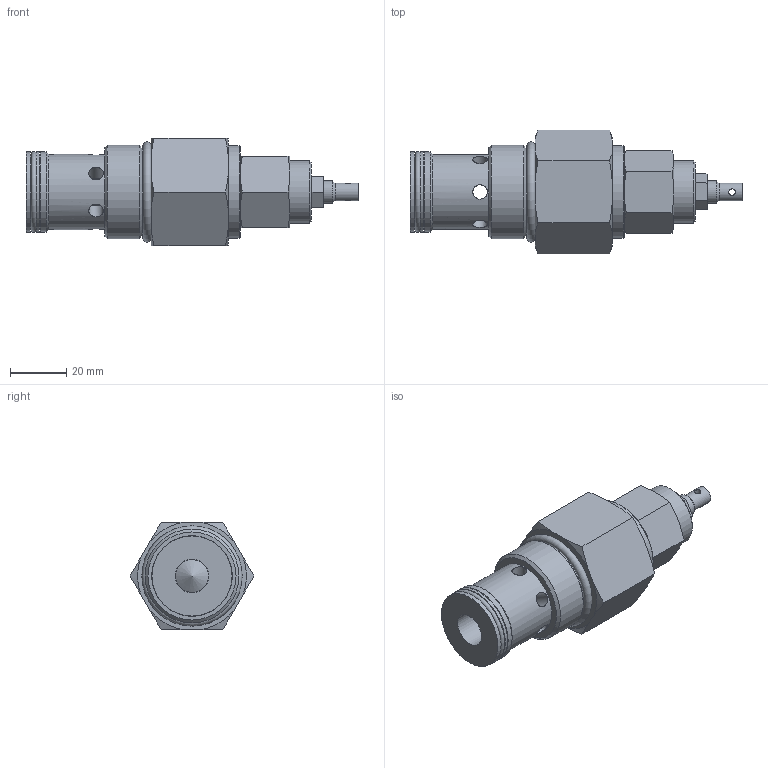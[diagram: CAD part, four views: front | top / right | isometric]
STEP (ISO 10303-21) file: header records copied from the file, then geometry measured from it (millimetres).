
FILE_DESCRIPTION((''),'2;1');
FILE_NAME('2616.stp','2014-01-20T16:21:38',('jml'),(''),'Autodesk Inventor 2010','Autodesk Inventor 2010','');
FILE_SCHEMA(('AUTOMOTIVE_DESIGN { 1 0 10303 214 1 1 1 1 }'));
Length unit declared in the file: inch
Products named in the file (10): 2616 (LevelofDetail1); 220832; 220834; 220835; 009 O-RING; 022 O-RING; 022 BACKUP; 910 O-RING; 916 O-RING; 990172
Assembly tree (9 placements, depth 2):
  2616 (LevelofDetail1)
    220832
    220834
    220835
    009 O-RING
    022 O-RING
    022 BACKUP
    910 O-RING
    916 O-RING
    990172
Bounding box: 117.98 x 43.99 x 38.1 mm (x, y, z)
Volume: 73154.3 mm3; surface area: 24535.1 mm2
Topology: 9 solids, 9 shells, 159 faces, 402 edges, 265 vertices
Faces by surface type: cone 58, plane 55, cylinder 29, bspline 12, torus 5
Full cylindrical faces by diameter (mm): 2.362 x2, 5.156 x6, 5.537 x1, 6.274 x1, 6.35 x1, 7.874 x1, 7.925 x1, 8.255 x2, 11.794 x1, 12.522 x1, 19.685 x1, 22.098 x1, 22.225 x1, 25.857 x1, 25.984 x1, 26.67 x1, 28.473 x2, 28.55 x1, 30.353 x1, 33.02 x1, 33.338 x1
Entity records: 5293 total; most frequent: CARTESIAN_POINT 1648, DIRECTION 670, ORIENTED_EDGE 668, EDGE_CURVE 334, AXIS2_PLACEMENT_3D 296, VERTEX_POINT 254, EDGE_LOOP 252, FACE_OUTER_BOUND 159
